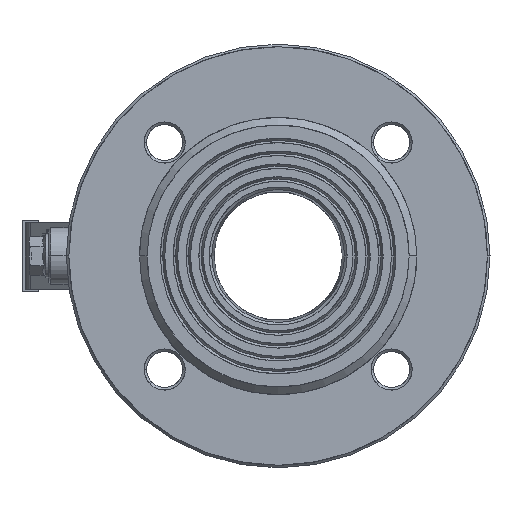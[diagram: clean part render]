
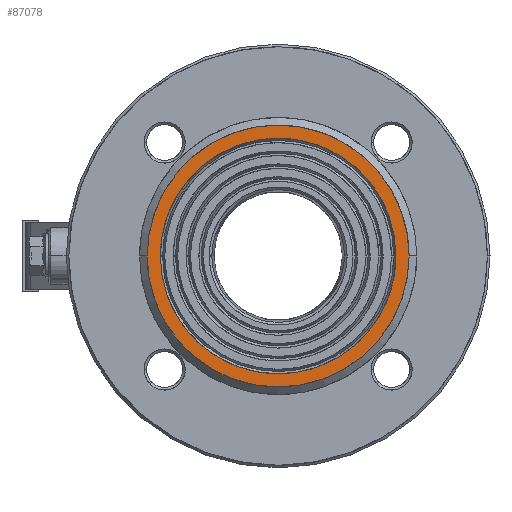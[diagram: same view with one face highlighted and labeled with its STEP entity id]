
A CAD part, left-side view. The second image highlights one B-rep face of the part: STEP entity #87078.
In plain terms, the highlighted planar face has unit normal (1, 0, 0).
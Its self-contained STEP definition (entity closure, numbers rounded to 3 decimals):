
#628=PLANE('',#118535);
#30287=ORIENTED_EDGE('',*,*,#47223,.T.);
#30288=ORIENTED_EDGE('',*,*,#47224,.T.);
#30289=ORIENTED_EDGE('',*,*,#47225,.T.);
#30290=ORIENTED_EDGE('',*,*,#47226,.T.);
#47223=EDGE_CURVE('',#63100,#63101,#76142,.T.);
#47224=EDGE_CURVE('',#63101,#63100,#76143,.T.);
#47225=EDGE_CURVE('',#63102,#63103,#76144,.T.);
#47226=EDGE_CURVE('',#63103,#63102,#76145,.T.);
#63100=VERTEX_POINT('',#160323);
#63101=VERTEX_POINT('',#160324);
#63102=VERTEX_POINT('',#160347);
#63103=VERTEX_POINT('',#160348);
#76142=B_SPLINE_CURVE_WITH_KNOTS('',3,(#160312,#160313,#160314,#160315,
#160316,#160317,#160318,#160319,#160320,#160321,#160322),.UNSPECIFIED.,
 .F.,.F.,(4,1,1,1,1,1,1,1,4),(0.,0.125,0.25,0.375,0.5,0.625,0.75,0.875,
1.),.UNSPECIFIED.);
#76143=B_SPLINE_CURVE_WITH_KNOTS('',3,(#160325,#160326,#160327,#160328,
#160329,#160330,#160331,#160332,#160333,#160334,#160335),.UNSPECIFIED.,
 .F.,.F.,(4,1,1,1,1,1,1,1,4),(0.,0.125,0.25,0.375,0.5,0.625,0.75,0.875,
1.),.UNSPECIFIED.);
#76144=B_SPLINE_CURVE_WITH_KNOTS('',3,(#160336,#160337,#160338,#160339,
#160340,#160341,#160342,#160343,#160344,#160345,#160346),.UNSPECIFIED.,
 .F.,.F.,(4,1,1,1,1,1,1,1,4),(0.,0.125,0.25,0.375,0.5,0.625,0.75,0.875,
1.),.UNSPECIFIED.);
#76145=B_SPLINE_CURVE_WITH_KNOTS('',3,(#160349,#160350,#160351,#160352,
#160353,#160354,#160355,#160356,#160357,#160358,#160359),.UNSPECIFIED.,
 .F.,.F.,(4,1,1,1,1,1,1,1,4),(0.,0.125,0.25,0.375,0.5,0.625,0.75,0.875,
1.),.UNSPECIFIED.);
#78903=EDGE_LOOP('',(#30287,#30288));
#78904=EDGE_LOOP('',(#30289,#30290));
#82716=FACE_BOUND('',#78903,.T.);
#82717=FACE_BOUND('',#78904,.T.);
#87078=ADVANCED_FACE('',(#82716,#82717),#628,.T.);
#118535=AXIS2_PLACEMENT_3D('',#160311,#127458,#127459);
#127458=DIRECTION('',(1.,0.,0.));
#127459=DIRECTION('',(0.,-1.,0.));
#160311=CARTESIAN_POINT('',(-85.,53.04,53.093));
#160312=CARTESIAN_POINT('',(-85.,45.866,0.));
#160313=CARTESIAN_POINT('',(-85.,45.87,-6.004));
#160314=CARTESIAN_POINT('',(-85.,43.476,-18.009));
#160315=CARTESIAN_POINT('',(-85.,33.277,-33.277));
#160316=CARTESIAN_POINT('',(-85.,18.009,-43.478));
#160317=CARTESIAN_POINT('',(-85.,0.,-47.06));
#160318=CARTESIAN_POINT('',(-85.,-18.009,-43.478));
#160319=CARTESIAN_POINT('',(-85.,-33.277,-33.277));
#160320=CARTESIAN_POINT('',(-85.,-43.476,-18.008));
#160321=CARTESIAN_POINT('',(-85.,-45.87,-6.004));
#160322=CARTESIAN_POINT('',(-85.,-45.866,0.));
#160323=CARTESIAN_POINT('',(-85.,45.866,0.));
#160324=CARTESIAN_POINT('',(-85.,-45.866,0.));
#160325=CARTESIAN_POINT('',(-85.,-45.866,0.));
#160326=CARTESIAN_POINT('',(-85.,-45.87,6.004));
#160327=CARTESIAN_POINT('',(-85.,-43.476,18.009));
#160328=CARTESIAN_POINT('',(-85.,-33.277,33.277));
#160329=CARTESIAN_POINT('',(-85.,-18.009,43.478));
#160330=CARTESIAN_POINT('',(-85.,0.,47.06));
#160331=CARTESIAN_POINT('',(-85.,18.009,43.478));
#160332=CARTESIAN_POINT('',(-85.,33.277,33.277));
#160333=CARTESIAN_POINT('',(-85.,43.476,18.008));
#160334=CARTESIAN_POINT('',(-85.,45.87,6.004));
#160335=CARTESIAN_POINT('',(-85.,45.866,0.));
#160336=CARTESIAN_POINT('',(-85.,51.,0.));
#160337=CARTESIAN_POINT('',(-85.,51.005,6.673));
#160338=CARTESIAN_POINT('',(-85.,48.342,20.026));
#160339=CARTESIAN_POINT('',(-85.,37.002,37.001));
#160340=CARTESIAN_POINT('',(-85.,20.025,48.345));
#160341=CARTESIAN_POINT('',(-85.,0.,52.328));
#160342=CARTESIAN_POINT('',(-85.,-20.025,48.345));
#160343=CARTESIAN_POINT('',(-85.,-37.002,37.001));
#160344=CARTESIAN_POINT('',(-85.,-48.342,20.025));
#160345=CARTESIAN_POINT('',(-85.,-51.005,6.674));
#160346=CARTESIAN_POINT('',(-85.,-51.,0.));
#160347=CARTESIAN_POINT('',(-85.,51.,0.));
#160348=CARTESIAN_POINT('',(-85.,-51.,0.));
#160349=CARTESIAN_POINT('',(-85.,-51.,0.));
#160350=CARTESIAN_POINT('',(-85.,-51.005,-6.673));
#160351=CARTESIAN_POINT('',(-85.,-48.342,-20.026));
#160352=CARTESIAN_POINT('',(-85.,-37.002,-37.001));
#160353=CARTESIAN_POINT('',(-85.,-20.025,-48.345));
#160354=CARTESIAN_POINT('',(-85.,0.,-52.328));
#160355=CARTESIAN_POINT('',(-85.,20.025,-48.345));
#160356=CARTESIAN_POINT('',(-85.,37.002,-37.001));
#160357=CARTESIAN_POINT('',(-85.,48.342,-20.025));
#160358=CARTESIAN_POINT('',(-85.,51.005,-6.674));
#160359=CARTESIAN_POINT('',(-85.,51.,0.));
